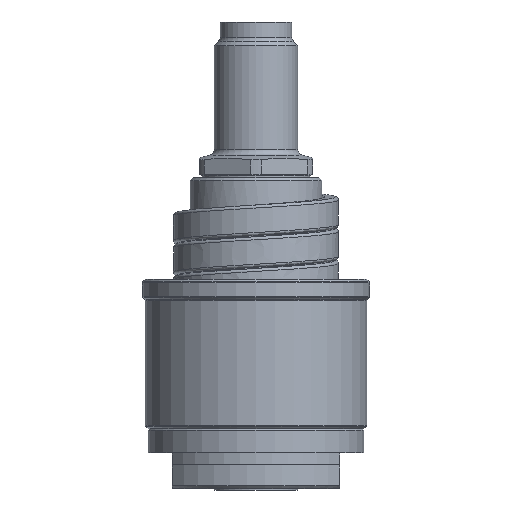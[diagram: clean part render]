
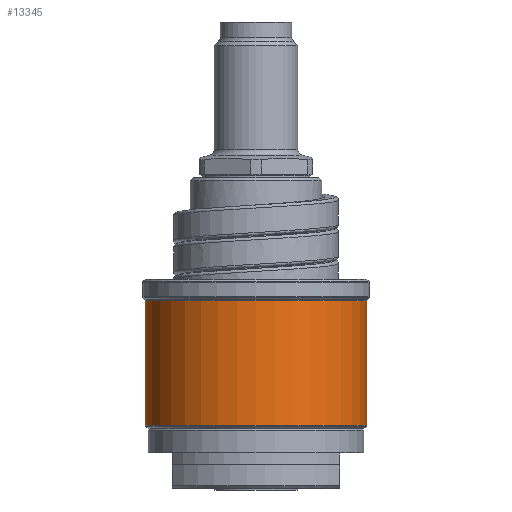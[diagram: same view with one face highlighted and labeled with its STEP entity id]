
A CAD part, front view. The second image highlights one B-rep face of the part: STEP entity #13345.
In plain terms, the highlighted cylindrical face has radius 18.5 mm (diameter 37 mm), a partial arc.
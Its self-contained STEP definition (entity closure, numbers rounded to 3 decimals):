
#4950=CARTESIAN_POINT('',(0.,0.,10.583));
#4951=DIRECTION('',(0.,0.,1.));
#4952=DIRECTION('',(-1.,0.,0.));
#4953=AXIS2_PLACEMENT_3D('',#4950,#4951,#4952);
#4955=DIRECTION('',(0.,0.,-1.));
#4956=VECTOR('',#4955,20.834);
#4957=CARTESIAN_POINT('',(-18.5,0.,31.417));
#4958=LINE('',#4957,#4956);
#4959=CARTESIAN_POINT('',(0.,0.,31.417));
#4960=DIRECTION('',(0.,0.,1.));
#4961=DIRECTION('',(-1.,0.,0.));
#4962=AXIS2_PLACEMENT_3D('',#4959,#4960,#4961);
#4964=DIRECTION('',(0.,0.,-1.));
#4965=VECTOR('',#4964,20.834);
#4966=CARTESIAN_POINT('',(18.5,0.,31.417));
#4967=LINE('',#4966,#4965);
#5290=CARTESIAN_POINT('',(18.5,0.,31.417));
#5291=CARTESIAN_POINT('',(-18.5,0.,31.417));
#5292=VERTEX_POINT('',#5290);
#5293=VERTEX_POINT('',#5291);
#5316=CARTESIAN_POINT('',(18.5,0.,10.583));
#5317=VERTEX_POINT('',#5316);
#5318=CARTESIAN_POINT('',(-18.5,0.,10.583));
#5319=VERTEX_POINT('',#5318);
#13333=CARTESIAN_POINT('',(0.,0.,8.75));
#13334=DIRECTION('',(0.,0.,1.));
#13335=DIRECTION('',(-1.,0.,0.));
#13336=AXIS2_PLACEMENT_3D('',#13333,#13334,#13335);
#13337=CYLINDRICAL_SURFACE('',#13336,18.5);
#13338=ORIENTED_EDGE('',*,*,#11448,.F.);
#13339=ORIENTED_EDGE('',*,*,#11429,.F.);
#13341=ORIENTED_EDGE('',*,*,#13340,.T.);
#13342=ORIENTED_EDGE('',*,*,#11425,.T.);
#13343=EDGE_LOOP('',(#13338,#13339,#13341,#13342));
#13344=FACE_OUTER_BOUND('',#13343,.F.);
#4954=CIRCLE('',#4953,18.5);
#4963=CIRCLE('',#4962,18.5);
#11425=EDGE_CURVE('',#5292,#5317,#4967,.T.);
#11429=EDGE_CURVE('',#5293,#5319,#4958,.T.);
#11448=EDGE_CURVE('',#5319,#5317,#4954,.T.);
#13340=EDGE_CURVE('',#5293,#5292,#4963,.T.);
#13345=ADVANCED_FACE('',(#13344),#13337,.T.);
